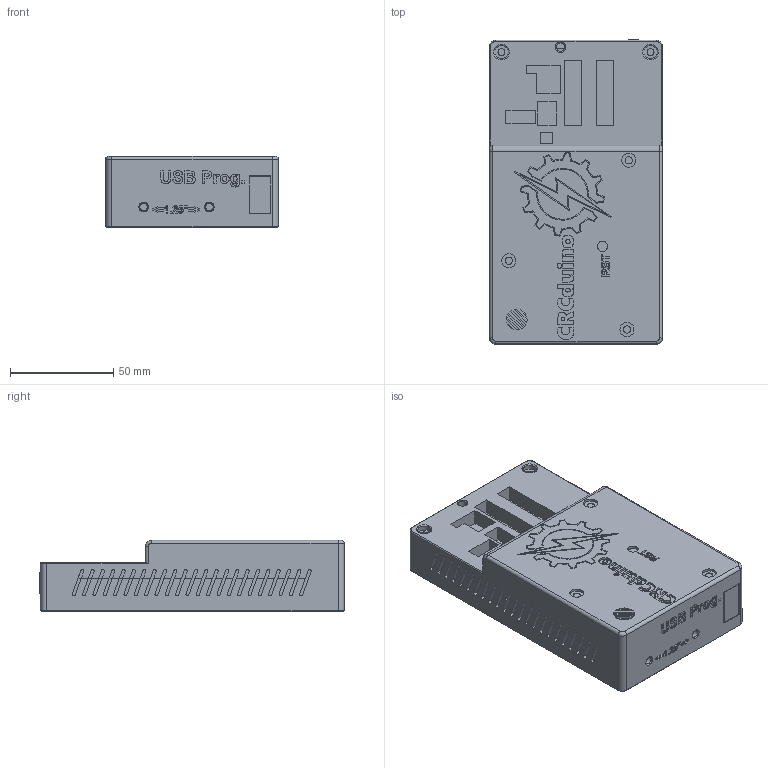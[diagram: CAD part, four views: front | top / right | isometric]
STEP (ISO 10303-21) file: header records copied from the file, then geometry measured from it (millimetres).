
FILE_DESCRIPTION(/* description */ (''),/* implementation_level */ '2;1');
FILE_NAME(/* name */ 'CrcDuino Volume Remplis Boitier.step',/* time_stamp */ '2021-10-28T14:43:45-04:00',/* author */ (''),/* organization */ (''),/* preprocessor_version */ 'ST-DEVELOPER v18.1',/* originating_system */ 'Autodesk Translation Framework v10.10.0.1391',/* authorisation */ '');
FILE_SCHEMA (('AUTOMOTIVE_DESIGN { 1 0 10303 214 3 1 1 }'));
Length unit declared in the file: millimetre
Products named in the file (2): FilledCrcDuinoVolume; Boitier V2_Bottom v1
Assembly tree (1 placements, depth 2):
  FilledCrcDuinoVolume
    Boitier V2_Bottom v1
Bounding box: 83.61 x 147.3 x 34.5 mm (x, y, z)
Volume: 366150.9 mm3; surface area: 49419 mm2
Topology: 1 solids, 6 shells, 1418 faces, 3795 edges, 2493 vertices
Faces by surface type: plane 721, bspline 481, cylinder 185, torus 16, cone 13, sphere 2
Full cylindrical faces by diameter (mm): 2.5 x2, 3.35 x2, 3.5 x3, 3.7 x6, 4.2 x5, 5 x1, 6.5 x2, 6.8 x3
Entity records: 48385 total; most frequent: CARTESIAN_POINT 16046, ORIENTED_EDGE 7574, DIRECTION 5111, EDGE_CURVE 3787, VERTEX_POINT 2493, LINE 2435, VECTOR 2435, EDGE_LOOP 1532
